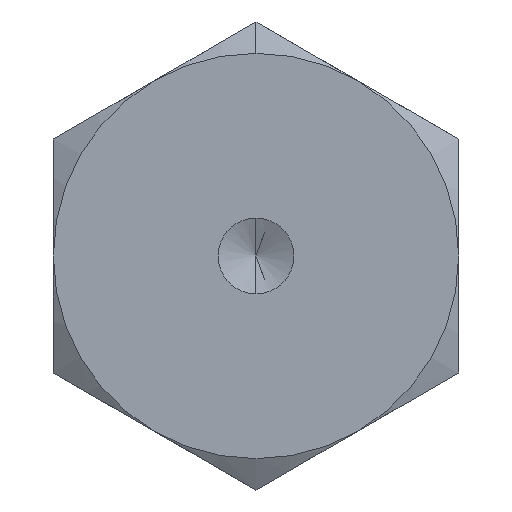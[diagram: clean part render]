
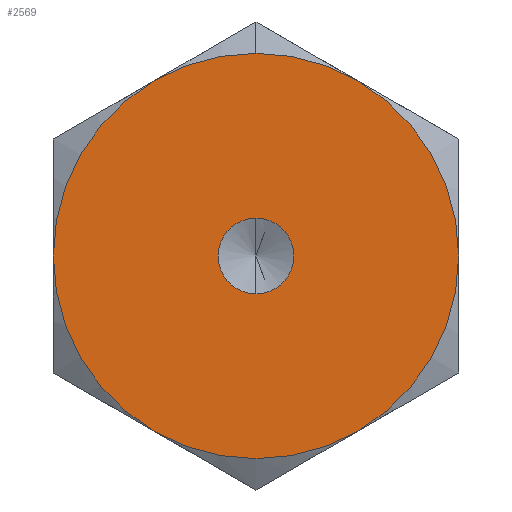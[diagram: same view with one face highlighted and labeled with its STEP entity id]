
A CAD part, left-side view. The second image highlights one B-rep face of the part: STEP entity #2569.
In plain terms, the highlighted planar face has unit normal (-1, 0, 0).
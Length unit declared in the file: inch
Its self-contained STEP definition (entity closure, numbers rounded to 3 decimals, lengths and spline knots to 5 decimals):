
#33 = CARTESIAN_POINT ( 'NONE',  ( -0.86, -0.17175, 0.29748 ) ) ;
#169 = AXIS2_PLACEMENT_3D ( 'NONE', #4206, #3448, #8109 ) ;
#243 = DIRECTION ( 'NONE',  ( 1., 0., 0. ) ) ;
#357 = CARTESIAN_POINT ( 'NONE',  ( -0.86, 0., 0. ) ) ;
#699 = CARTESIAN_POINT ( 'NONE',  ( -0.86, -0.17175, -0.29748 ) ) ;
#738 = CARTESIAN_POINT ( 'NONE',  ( -0.86, -0.3435, 0. ) ) ;
#789 = AXIS2_PLACEMENT_3D ( 'NONE', #6137, #5369, #7180 ) ;
#835 = EDGE_CURVE ( 'NONE', #4815, #3224, #6212, .T. ) ;
#938 = VERTEX_POINT ( 'NONE', #4963 ) ;
#959 = ORIENTED_EDGE ( 'NONE', *, *, #5434, .F. ) ;
#1040 = CIRCLE ( 'NONE', #5655, 0.3435 ) ;
#1139 = EDGE_LOOP ( 'NONE', ( #1890, #8931 ) ) ;
#1201 = VERTEX_POINT ( 'NONE', #33 ) ;
#1331 = DIRECTION ( 'NONE',  ( 0., 0., -1. ) ) ;
#1358 = DIRECTION ( 'NONE',  ( 1., 0., 0. ) ) ;
#1401 = CARTESIAN_POINT ( 'NONE',  ( -0.86, 0., 0. ) ) ;
#1639 = AXIS2_PLACEMENT_3D ( 'NONE', #1401, #7662, #1331 ) ;
#1890 = ORIENTED_EDGE ( 'NONE', *, *, #2208, .F. ) ;
#2129 = VERTEX_POINT ( 'NONE', #2249 ) ;
#2208 = EDGE_CURVE ( 'NONE', #938, #7064, #4601, .T. ) ;
#2249 = CARTESIAN_POINT ( 'NONE',  ( -0.86, 0.3435, 0. ) ) ;
#2327 = CARTESIAN_POINT ( 'NONE',  ( -0.86, 0., 0.3435 ) ) ;
#2460 = AXIS2_PLACEMENT_3D ( 'NONE', #9365, #6191, #9302 ) ;
#2569 = ADVANCED_FACE ( 'NONE', ( #8184, #9748 ), #7676, .F. ) ;
#2710 = ORIENTED_EDGE ( 'NONE', *, *, #6487, .F. ) ;
#2799 = DIRECTION ( 'NONE',  ( 0., 0., 1. ) ) ;
#2809 = CARTESIAN_POINT ( 'NONE',  ( -0.86, 0.17175, -0.29748 ) ) ;
#2959 = CARTESIAN_POINT ( 'NONE',  ( -0.86, 0.3435, 0.19832 ) ) ;
#3183 = CARTESIAN_POINT ( 'NONE',  ( -0.86, 0., 0. ) ) ;
#3224 = VERTEX_POINT ( 'NONE', #2327 ) ;
#3321 = CARTESIAN_POINT ( 'NONE',  ( -0.86, 0., 0. ) ) ;
#3373 = CARTESIAN_POINT ( 'NONE',  ( -0.86, 0., -0.06425 ) ) ;
#3448 = DIRECTION ( 'NONE',  ( 1., 0., 0. ) ) ;
#3598 = CIRCLE ( 'NONE', #4461, 0.3435 ) ;
#3661 = DIRECTION ( 'NONE',  ( -1., 0., 0. ) ) ;
#3820 = ORIENTED_EDGE ( 'NONE', *, *, #5675, .T. ) ;
#3926 = EDGE_CURVE ( 'NONE', #7064, #938, #6313, .T. ) ;
#4164 = DIRECTION ( 'NONE',  ( -1., 0., 0. ) ) ;
#4206 = CARTESIAN_POINT ( 'NONE',  ( -0.86, 0., 0. ) ) ;
#4461 = AXIS2_PLACEMENT_3D ( 'NONE', #9274, #1358, #6025 ) ;
#4601 = CIRCLE ( 'NONE', #2460, 0.06425 ) ;
#4761 = DIRECTION ( 'NONE',  ( 0., 0., -1. ) ) ;
#4815 = VERTEX_POINT ( 'NONE', #5975 ) ;
#4829 = VERTEX_POINT ( 'NONE', #2809 ) ;
#4963 = CARTESIAN_POINT ( 'NONE',  ( -0.86, 0., 0.06425 ) ) ;
#5023 = DIRECTION ( 'NONE',  ( 0., 0., 1. ) ) ;
#5102 = CIRCLE ( 'NONE', #789, 0.3435 ) ;
#5369 = DIRECTION ( 'NONE',  ( 1., 0., 0. ) ) ;
#5381 = ORIENTED_EDGE ( 'NONE', *, *, #835, .F. ) ;
#5434 = EDGE_CURVE ( 'NONE', #7230, #4829, #3598, .T. ) ;
#5510 = ORIENTED_EDGE ( 'NONE', *, *, #6355, .F. ) ;
#5655 = AXIS2_PLACEMENT_3D ( 'NONE', #3183, #10141, #4761 ) ;
#5675 = EDGE_CURVE ( 'NONE', #4815, #2129, #7552, .T. ) ;
#5769 = DIRECTION ( 'NONE',  ( 0., 0., -1. ) ) ;
#5824 = ORIENTED_EDGE ( 'NONE', *, *, #6219, .F. ) ;
#5975 = CARTESIAN_POINT ( 'NONE',  ( -0.86, 0.17175, 0.29748 ) ) ;
#6025 = DIRECTION ( 'NONE',  ( 0., 0., -1. ) ) ;
#6121 = DIRECTION ( 'NONE',  ( 0., 0., -1. ) ) ;
#6137 = CARTESIAN_POINT ( 'NONE',  ( -0.86, 0., 0. ) ) ;
#6191 = DIRECTION ( 'NONE',  ( -1., 0., 0. ) ) ;
#6212 = CIRCLE ( 'NONE', #169, 0.3435 ) ;
#6219 = EDGE_CURVE ( 'NONE', #4829, #2129, #6577, .T. ) ;
#6242 = AXIS2_PLACEMENT_3D ( 'NONE', #357, #4164, #5023 ) ;
#6313 = CIRCLE ( 'NONE', #6482, 0.06425 ) ;
#6343 = AXIS2_PLACEMENT_3D ( 'NONE', #2959, #9134, #6121 ) ;
#6355 = EDGE_CURVE ( 'NONE', #1201, #6922, #7332, .T. ) ;
#6482 = AXIS2_PLACEMENT_3D ( 'NONE', #6789, #3661, #2799 ) ;
#6487 = EDGE_CURVE ( 'NONE', #6922, #7230, #5102, .T. ) ;
#6577 = CIRCLE ( 'NONE', #8867, 0.3435 ) ;
#6743 = EDGE_LOOP ( 'NONE', ( #5824, #959, #2710, #5510, #8878, #5381, #3820 ) ) ;
#6789 = CARTESIAN_POINT ( 'NONE',  ( -0.86, 0., 0. ) ) ;
#6922 = VERTEX_POINT ( 'NONE', #738 ) ;
#7064 = VERTEX_POINT ( 'NONE', #3373 ) ;
#7180 = DIRECTION ( 'NONE',  ( 0., 0., -1. ) ) ;
#7230 = VERTEX_POINT ( 'NONE', #699 ) ;
#7332 = CIRCLE ( 'NONE', #1639, 0.3435 ) ;
#7552 = CIRCLE ( 'NONE', #6242, 0.3435 ) ;
#7662 = DIRECTION ( 'NONE',  ( 1., 0., 0. ) ) ;
#7676 = PLANE ( 'NONE',  #6343 ) ;
#8109 = DIRECTION ( 'NONE',  ( 0., 0., -1. ) ) ;
#8184 = FACE_BOUND ( 'NONE', #1139, .T. ) ;
#8867 = AXIS2_PLACEMENT_3D ( 'NONE', #3321, #243, #5769 ) ;
#8878 = ORIENTED_EDGE ( 'NONE', *, *, #8990, .F. ) ;
#8931 = ORIENTED_EDGE ( 'NONE', *, *, #3926, .F. ) ;
#8990 = EDGE_CURVE ( 'NONE', #3224, #1201, #1040, .T. ) ;
#9134 = DIRECTION ( 'NONE',  ( 1., 0., 0. ) ) ;
#9274 = CARTESIAN_POINT ( 'NONE',  ( -0.86, 0., 0. ) ) ;
#9302 = DIRECTION ( 'NONE',  ( 0., 0., 1. ) ) ;
#9365 = CARTESIAN_POINT ( 'NONE',  ( -0.86, 0., 0. ) ) ;
#9748 = FACE_OUTER_BOUND ( 'NONE', #6743, .T. ) ;
#10141 = DIRECTION ( 'NONE',  ( 1., 0., 0. ) ) ;
